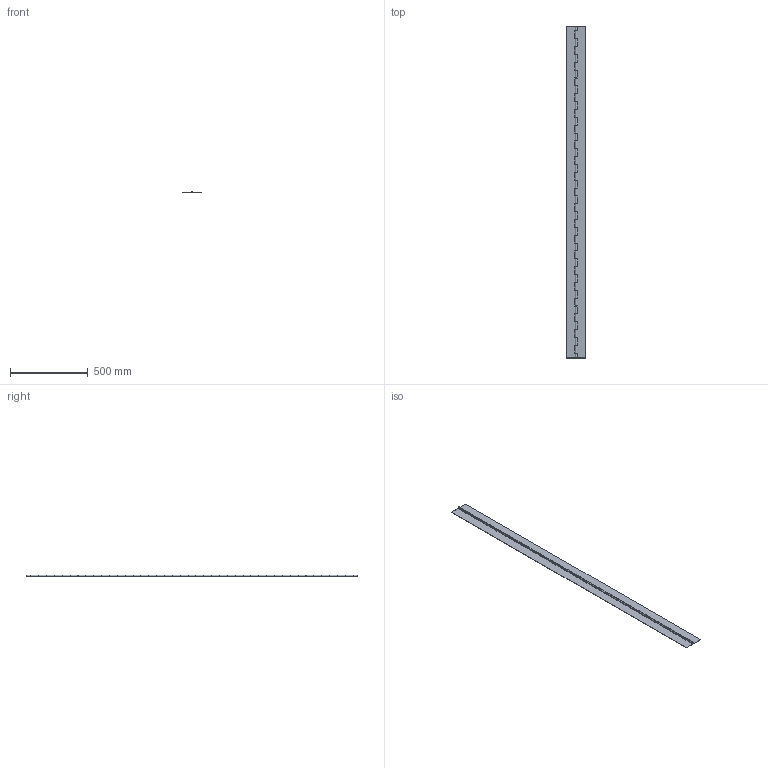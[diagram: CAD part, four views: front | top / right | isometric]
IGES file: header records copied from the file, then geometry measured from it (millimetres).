
Start section: SolidWorks IGES file using analytic representation for surfaces
Global section: file name: B-35830-14D.IGS; native system: SolidWorks 2018; preprocessor: SolidWorks 2018; author: 1337yo; date: 210609.130832; units: millimetre
Bounding box: 127 x 2133 x 10.6 mm (x, y, z)
Surface area: 665235.7 mm2 (no closed solid volume)
Topology: 0 solids, 0 shells, 356 faces, 6890 edges, 6890 vertices
Faces by surface type: revolution 217, bspline 139
